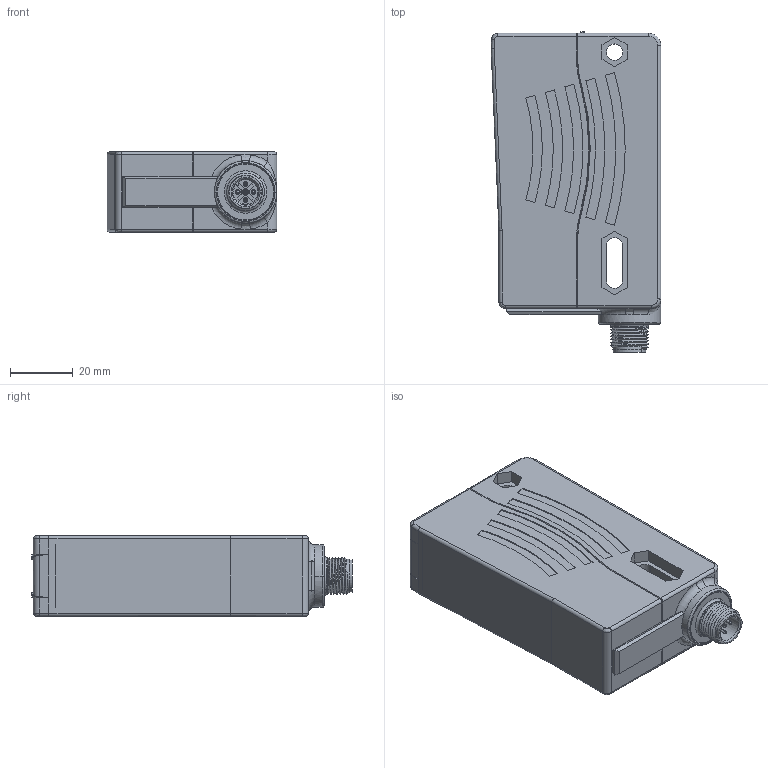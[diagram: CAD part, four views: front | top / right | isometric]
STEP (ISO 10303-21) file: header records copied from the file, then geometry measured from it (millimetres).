
FILE_DESCRIPTION((''),'2;1');
FILE_NAME('DB_CAD3207','2017-11-07T',('cmozuch'),(''),'PRO/ENGINEER BY PARAMETRIC TECHNOLOGY CORPORATION, 2015440','PRO/ENGINEER BY PARAMETRIC TECHNOLOGY CORPORATION, 2015440','');
FILE_SCHEMA(('CONFIG_CONTROL_DESIGN'));
Length unit declared in the file: millimetre
Products named in the file (1): DB_CAD3207
Bounding box: 54.3 x 102.5 x 25.8 mm (x, y, z)
Volume: 46093.4 mm3; surface area: 37129.1 mm2
Topology: 1 solids, 1 shells, 1157 faces, 3216 edges, 2068 vertices
Faces by surface type: plane 678, cylinder 307, cone 86, torus 37, bspline 27, sphere 22
Entity records: 48570 total; most frequent: CARTESIAN_POINT 9816, ORIENTED_EDGE 6368, DIRECTION 6121, EDGE_CURVE 3184, VECTOR 2103, LINE 2103, VERTEX_POINT 2068, AXIS2_PLACEMENT_3D 2009
